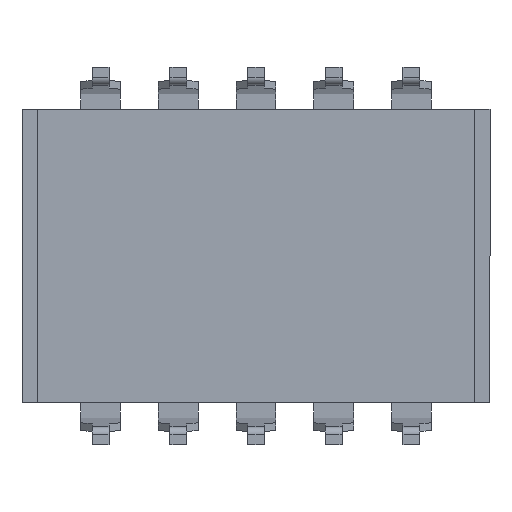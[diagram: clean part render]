
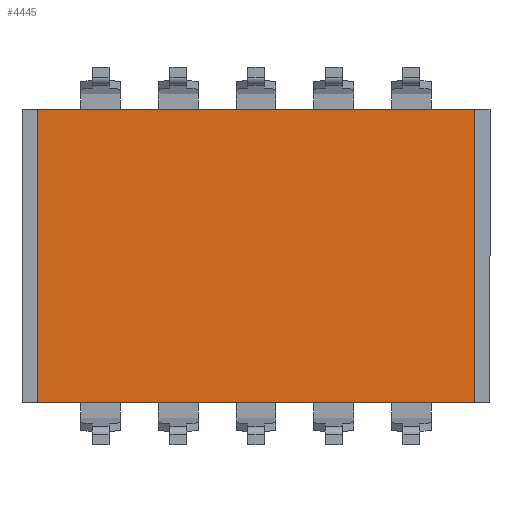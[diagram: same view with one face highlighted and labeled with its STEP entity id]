
A CAD part, front view. The second image highlights one B-rep face of the part: STEP entity #4445.
In plain terms, the highlighted planar face has unit normal (0, -1, 0).
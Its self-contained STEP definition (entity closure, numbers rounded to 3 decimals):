
#103 = DIRECTION ( 'NONE',  ( 0., 0., -1. ) ) ;
#175 = PLANE ( 'NONE',  #2015 ) ;
#349 = VECTOR ( 'NONE', #3951, 1000. ) ;
#431 = ORIENTED_EDGE ( 'NONE', *, *, #4641, .T. ) ;
#703 = CARTESIAN_POINT ( 'NONE',  ( -7.15, 2., -4.8 ) ) ;
#730 = LINE ( 'NONE', #5190, #349 ) ;
#749 = VERTEX_POINT ( 'NONE', #4453 ) ;
#947 = EDGE_CURVE ( 'NONE', #3431, #3583, #1000, .T. ) ;
#955 = CARTESIAN_POINT ( 'NONE',  ( 0., 2., 0. ) ) ;
#1000 = LINE ( 'NONE', #3521, #2571 ) ;
#1674 = CARTESIAN_POINT ( 'NONE',  ( -7.15, 2., 4.8 ) ) ;
#1855 = ORIENTED_EDGE ( 'NONE', *, *, #2077, .T. ) ;
#2015 = AXIS2_PLACEMENT_3D ( 'NONE', #955, #2662, #3409 ) ;
#2059 = ORIENTED_EDGE ( 'NONE', *, *, #947, .T. ) ;
#2077 = EDGE_CURVE ( 'NONE', #3583, #2272, #4179, .T. ) ;
#2092 = VECTOR ( 'NONE', #103, 1000. ) ;
#2272 = VERTEX_POINT ( 'NONE', #2324 ) ;
#2324 = CARTESIAN_POINT ( 'NONE',  ( 7.15, 2., 4.8 ) ) ;
#2571 = VECTOR ( 'NONE', #3435, 1000. ) ;
#2640 = EDGE_LOOP ( 'NONE', ( #4028, #2059, #1855, #431 ) ) ;
#2651 = CARTESIAN_POINT ( 'NONE',  ( 7.15, 2., -4.8 ) ) ;
#2662 = DIRECTION ( 'NONE',  ( 0., -1., 0. ) ) ;
#3409 = DIRECTION ( 'NONE',  ( 0., 0., -1. ) ) ;
#3431 = VERTEX_POINT ( 'NONE', #703 ) ;
#3435 = DIRECTION ( 'NONE',  ( 1., 0., 0. ) ) ;
#3521 = CARTESIAN_POINT ( 'NONE',  ( -7.15, 2., -4.8 ) ) ;
#3583 = VERTEX_POINT ( 'NONE', #2651 ) ;
#3633 = LINE ( 'NONE', #1674, #2092 ) ;
#3808 = CARTESIAN_POINT ( 'NONE',  ( 7.15, 2., 4.8 ) ) ;
#3951 = DIRECTION ( 'NONE',  ( -1., 0., 0. ) ) ;
#4028 = ORIENTED_EDGE ( 'NONE', *, *, #4720, .T. ) ;
#4179 = LINE ( 'NONE', #3808, #4519 ) ;
#4445 = ADVANCED_FACE ( 'NONE', ( #4597 ), #175, .T. ) ;
#4453 = CARTESIAN_POINT ( 'NONE',  ( -7.15, 2., 4.8 ) ) ;
#4519 = VECTOR ( 'NONE', #4997, 1000. ) ;
#4597 = FACE_OUTER_BOUND ( 'NONE', #2640, .T. ) ;
#4641 = EDGE_CURVE ( 'NONE', #2272, #749, #730, .T. ) ;
#4720 = EDGE_CURVE ( 'NONE', #749, #3431, #3633, .T. ) ;
#4997 = DIRECTION ( 'NONE',  ( 0., 0., 1. ) ) ;
#5190 = CARTESIAN_POINT ( 'NONE',  ( -7.15, 2., 4.8 ) ) ;
